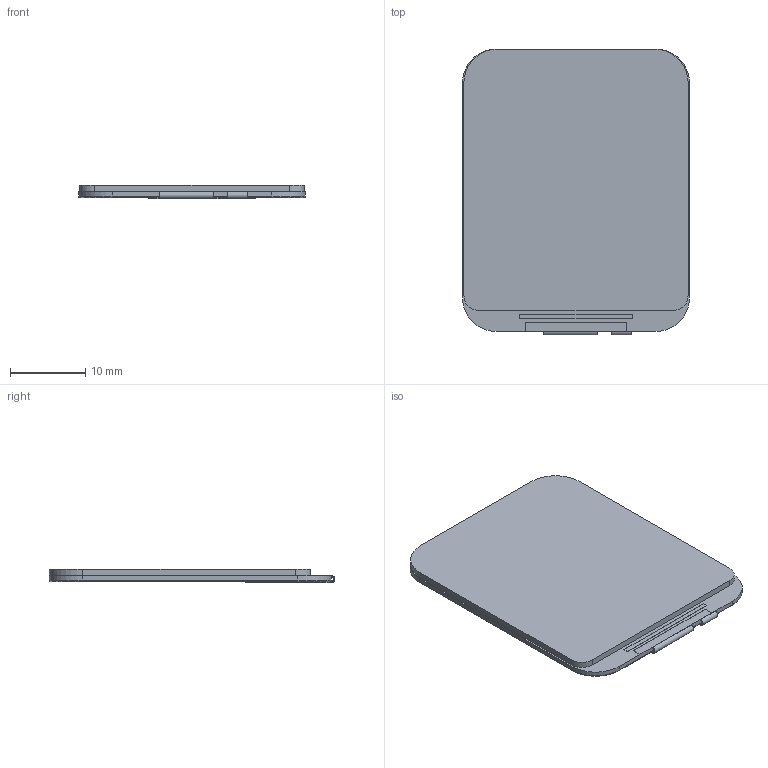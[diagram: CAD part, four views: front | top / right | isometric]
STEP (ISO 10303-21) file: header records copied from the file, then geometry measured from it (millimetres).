
FILE_DESCRIPTION(/* description */ ('Unknown'),/* implementation_level */ '2;1');
FILE_NAME(/* name */ 'Lcd - 1.69 - St7789 - Flat Flush - with Glass',/* time_stamp */ '2024-09-11T20:37:33-04:00',/* author */ ('Unknown'),/* organization */ ('Unknown'),/* preprocessor_version */ 'ST-DEVELOPER v16.7',/* originating_system */ 'Solid Edge',/* authorisation */ 'Unknown');
FILE_SCHEMA (('AUTOMOTIVE_DESIGN {1 0 10303 214 3 1 1}'));
Length unit declared in the file: millimetre
Products named in the file (3): Lcd - 1.69 - St7789 - Flat Flush - Assembly; Lcd - 1.69in - St7789 - Flat Flush; Lcd - 1.69in - St7789 - Glass
Assembly tree (2 placements, depth 2):
  Lcd - 1.69 - St7789 - Flat Flush - Assembly
    Lcd - 1.69in - St7789 - Flat Flush
    Lcd - 1.69in - St7789 - Glass
Bounding box: 30.17 x 38.01 x 1.77 mm (x, y, z)
Volume: 1764.2 mm3; surface area: 4557.4 mm2
Topology: 2 solids, 22 shells, 317 faces, 798 edges, 528 vertices
Faces by surface type: plane 246, bspline 43, cylinder 24, torus 4
Entity records: 13241 total; most frequent: CARTESIAN_POINT 4071, ORIENTED_EDGE 1588, DIRECTION 1108, EDGE_CURVE 794, VERTEX_POINT 528, LINE 450, VECTOR 450, EDGE_LOOP 340
